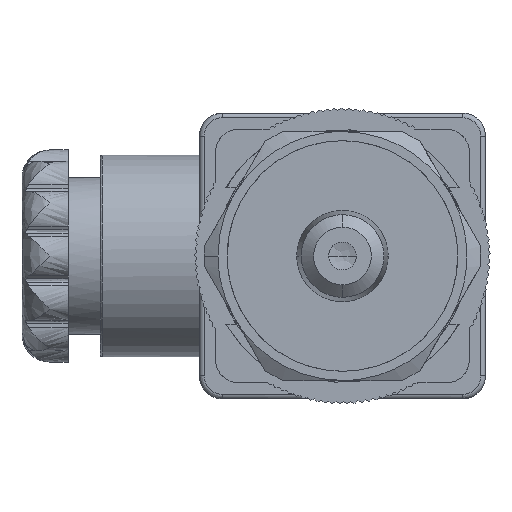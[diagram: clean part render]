
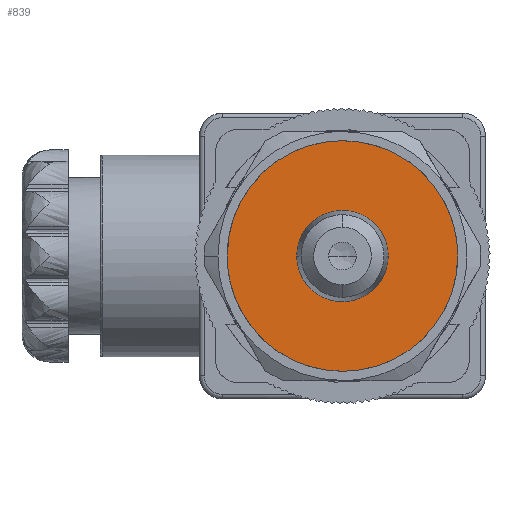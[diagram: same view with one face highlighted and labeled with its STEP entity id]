
A CAD part, front view. The second image highlights one B-rep face of the part: STEP entity #839.
In plain terms, the highlighted planar face has unit normal (0, -1, 0).
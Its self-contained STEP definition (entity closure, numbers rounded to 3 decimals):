
#89=FACE_BOUND('',#2373,.T.);
#152=PLANE('',#18305);
#839=ADVANCED_FACE('',(#1575,#89),#152,.T.);
#1575=FACE_OUTER_BOUND('',#2372,.T.);
#2372=EDGE_LOOP('',(#4161,#4162));
#2373=EDGE_LOOP('',(#4163,#4164));
#4161=ORIENTED_EDGE('',*,*,#9122,.F.);
#4162=ORIENTED_EDGE('',*,*,#9119,.F.);
#4163=ORIENTED_EDGE('',*,*,#9121,.F.);
#4164=ORIENTED_EDGE('',*,*,#9120,.F.);
#9119=EDGE_CURVE('',#16083,#16084,#11598,.T.);
#9120=EDGE_CURVE('',#16085,#16086,#11599,.T.);
#9121=EDGE_CURVE('',#16086,#16085,#11600,.T.);
#9122=EDGE_CURVE('',#16084,#16083,#11601,.T.);
#11598=(
BOUNDED_CURVE()
B_SPLINE_CURVE(2,(#27641,#27642,#27643,#27644,#27645),.UNSPECIFIED.,.F.,
 .F.)
B_SPLINE_CURVE_WITH_KNOTS((3,2,3),(0.,19.635,39.27),
 .UNSPECIFIED.)
CURVE()
GEOMETRIC_REPRESENTATION_ITEM()
RATIONAL_B_SPLINE_CURVE((1.,0.707,1.,0.707,1.))
REPRESENTATION_ITEM('')
);
#11599=(
BOUNDED_CURVE()
B_SPLINE_CURVE(2,(#27646,#27647,#27648,#27649,#27650),.UNSPECIFIED.,.F.,
 .F.)
B_SPLINE_CURVE_WITH_KNOTS((3,2,3),(-15.551,-7.775,
0.),.UNSPECIFIED.)
CURVE()
GEOMETRIC_REPRESENTATION_ITEM()
RATIONAL_B_SPLINE_CURVE((1.,0.707,1.,0.707,1.))
REPRESENTATION_ITEM('')
);
#11600=(
BOUNDED_CURVE()
B_SPLINE_CURVE(2,(#27651,#27652,#27653,#27654,#27655),.UNSPECIFIED.,.F.,
 .F.)
B_SPLINE_CURVE_WITH_KNOTS((3,2,3),(-15.551,-7.775,
0.),.UNSPECIFIED.)
CURVE()
GEOMETRIC_REPRESENTATION_ITEM()
RATIONAL_B_SPLINE_CURVE((1.,0.707,1.,0.707,1.))
REPRESENTATION_ITEM('')
);
#11601=(
BOUNDED_CURVE()
B_SPLINE_CURVE(2,(#27656,#27657,#27658,#27659,#27660),.UNSPECIFIED.,.F.,
 .F.)
B_SPLINE_CURVE_WITH_KNOTS((3,2,3),(0.,19.635,39.27),
 .UNSPECIFIED.)
CURVE()
GEOMETRIC_REPRESENTATION_ITEM()
RATIONAL_B_SPLINE_CURVE((1.,0.707,1.,0.707,1.))
REPRESENTATION_ITEM('')
);
#16083=VERTEX_POINT('',#27637);
#16084=VERTEX_POINT('',#27638);
#16085=VERTEX_POINT('',#27639);
#16086=VERTEX_POINT('',#27640);
#18305=AXIS2_PLACEMENT_3D('',#27636,#18655,$);
#18655=DIRECTION('',(0.,-1.,0.));
#27636=CARTESIAN_POINT('',(15.001,0.,-15.001));
#27637=CARTESIAN_POINT('',(-12.5,0.,0.));
#27638=CARTESIAN_POINT('',(12.5,0.,0.));
#27639=CARTESIAN_POINT('',(4.95,0.,0.));
#27640=CARTESIAN_POINT('',(-4.95,0.,0.));
#27641=CARTESIAN_POINT('',(-12.5,0.,0.));
#27642=CARTESIAN_POINT('',(-12.5,0.,12.5));
#27643=CARTESIAN_POINT('',(0.,0.,
12.5));
#27644=CARTESIAN_POINT('',(12.5,0.,12.5));
#27645=CARTESIAN_POINT('',(12.5,0.,0.));
#27646=CARTESIAN_POINT('',(4.95,0.,0.));
#27647=CARTESIAN_POINT('',(4.95,0.,4.95));
#27648=CARTESIAN_POINT('',(0.,0.,4.95));
#27649=CARTESIAN_POINT('',(-4.95,0.,4.95));
#27650=CARTESIAN_POINT('',(-4.95,0.,0.));
#27651=CARTESIAN_POINT('',(-4.95,0.,0.));
#27652=CARTESIAN_POINT('',(-4.95,0.,-4.95));
#27653=CARTESIAN_POINT('',(0.,0.,-4.95));
#27654=CARTESIAN_POINT('',(4.95,0.,-4.95));
#27655=CARTESIAN_POINT('',(4.95,0.,0.));
#27656=CARTESIAN_POINT('',(12.5,0.,0.));
#27657=CARTESIAN_POINT('',(12.5,0.,-12.5));
#27658=CARTESIAN_POINT('',(0.,0.,-12.5));
#27659=CARTESIAN_POINT('',(-12.5,0.,-12.5));
#27660=CARTESIAN_POINT('',(-12.5,0.,0.));
